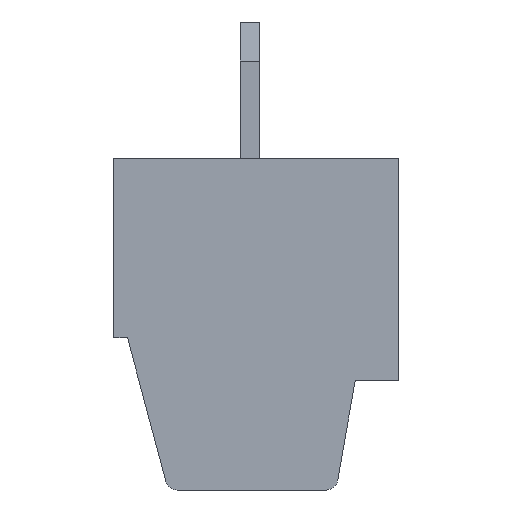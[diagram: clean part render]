
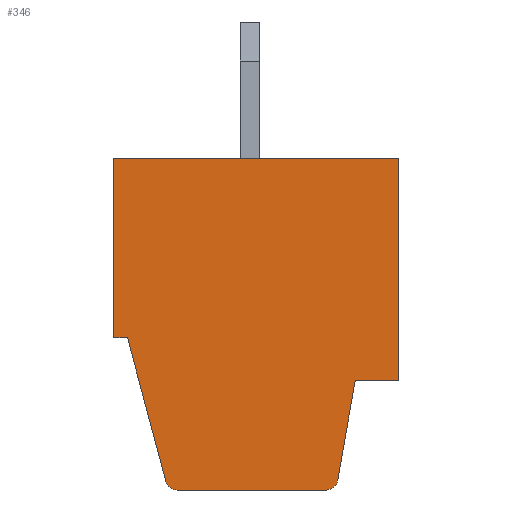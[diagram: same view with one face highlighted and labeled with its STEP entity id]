
A CAD part, left-side view. The second image highlights one B-rep face of the part: STEP entity #346.
In plain terms, the highlighted planar face has unit normal (-1, 0, 0).
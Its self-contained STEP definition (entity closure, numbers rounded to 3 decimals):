
#346 = ADVANCED_FACE( '', ( #837 ), #838, .T. );
#837 = FACE_OUTER_BOUND( '', #1504, .T. );
#838 = PLANE( '', #1505 );
#1504 = EDGE_LOOP( '', ( #2475, #2476, #2477, #2478, #2479, #2480, #2481, #2482, #2483, #2484 ) );
#1505 = AXIS2_PLACEMENT_3D( '', #2485, #2486, #2487 );
#2475 = ORIENTED_EDGE( '', *, *, #3890, .T. );
#2476 = ORIENTED_EDGE( '', *, *, #3891, .T. );
#2477 = ORIENTED_EDGE( '', *, *, #3892, .T. );
#2478 = ORIENTED_EDGE( '', *, *, #3893, .T. );
#2479 = ORIENTED_EDGE( '', *, *, #3635, .T. );
#2480 = ORIENTED_EDGE( '', *, *, #3894, .T. );
#2481 = ORIENTED_EDGE( '', *, *, #3895, .T. );
#2482 = ORIENTED_EDGE( '', *, *, #3896, .T. );
#2483 = ORIENTED_EDGE( '', *, *, #3897, .T. );
#2484 = ORIENTED_EDGE( '', *, *, #3898, .T. );
#2485 = CARTESIAN_POINT( '', ( 165.647, 169.734, -4.2 ) );
#2486 = DIRECTION( '', ( -1., 0., 0. ) );
#2487 = DIRECTION( '', ( 0., -1., 0. ) );
#3635 = EDGE_CURVE( '', #4276, #4281, #4283, .T. );
#3890 = EDGE_CURVE( '', #4704, #4705, #4706, .T. );
#3891 = EDGE_CURVE( '', #4705, #4707, #4708, .T. );
#3892 = EDGE_CURVE( '', #4707, #4709, #4710, .T. );
#3893 = EDGE_CURVE( '', #4709, #4276, #4711, .T. );
#3894 = EDGE_CURVE( '', #4281, #4712, #4713, .T. );
#3895 = EDGE_CURVE( '', #4712, #4714, #4715, .T. );
#3896 = EDGE_CURVE( '', #4714, #4716, #4717, .T. );
#3897 = EDGE_CURVE( '', #4716, #4718, #4719, .T. );
#3898 = EDGE_CURVE( '', #4718, #4704, #4720, .T. );
#4276 = VERTEX_POINT( '', #5214 );
#4281 = VERTEX_POINT( '', #5221 );
#4283 = LINE( '', #5224, #5225 );
#4704 = VERTEX_POINT( '', #5809 );
#4705 = VERTEX_POINT( '', #5810 );
#4706 = LINE( '', #5811, #5812 );
#4707 = VERTEX_POINT( '', #5813 );
#4708 = CIRCLE( '', #5814, 0.3 );
#4709 = VERTEX_POINT( '', #5815 );
#4710 = LINE( '', #5816, #5817 );
#4711 = CIRCLE( '', #5818, 0.3 );
#4712 = VERTEX_POINT( '', #5819 );
#4713 = LINE( '', #5820, #5821 );
#4714 = VERTEX_POINT( '', #5822 );
#4715 = LINE( '', #5823, #5824 );
#4716 = VERTEX_POINT( '', #5825 );
#4717 = LINE( '', #5826, #5827 );
#4718 = VERTEX_POINT( '', #5828 );
#4719 = LINE( '', #5829, #5830 );
#4720 = LINE( '', #5831, #5832 );
#5214 = CARTESIAN_POINT( '', ( 165.647, 163.991, -8.252 ) );
#5221 = CARTESIAN_POINT( '', ( 165.647, 163.541, -5.7 ) );
#5224 = CARTESIAN_POINT( '', ( 165.647, 163.541, -5.7 ) );
#5225 = VECTOR( '', #6447, 1000. );
#5809 = CARTESIAN_POINT( '', ( 165.647, 169.379, -4.6 ) );
#5810 = CARTESIAN_POINT( '', ( 165.647, 168.394, -8.278 ) );
#5811 = CARTESIAN_POINT( '', ( 165.647, 168.394, -8.278 ) );
#5812 = VECTOR( '', #6713, 1000. );
#5813 = CARTESIAN_POINT( '', ( 165.647, 168.104, -8.5 ) );
#5814 = AXIS2_PLACEMENT_3D( '', #6714, #6715, #6716 );
#5815 = CARTESIAN_POINT( '', ( 165.647, 164.286, -8.5 ) );
#5816 = CARTESIAN_POINT( '', ( 165.647, 164.286, -8.5 ) );
#5817 = VECTOR( '', #6717, 1000. );
#5818 = AXIS2_PLACEMENT_3D( '', #6718, #6719, #6720 );
#5819 = CARTESIAN_POINT( '', ( 165.647, 162.434, -5.7 ) );
#5820 = CARTESIAN_POINT( '', ( 165.647, 162.434, -5.7 ) );
#5821 = VECTOR( '', #6721, 1000. );
#5822 = CARTESIAN_POINT( '', ( 165.647, 162.434, 0. ) );
#5823 = CARTESIAN_POINT( '', ( 165.647, 162.434, 0. ) );
#5824 = VECTOR( '', #6722, 1000. );
#5825 = CARTESIAN_POINT( '', ( 165.647, 169.734, 0. ) );
#5826 = CARTESIAN_POINT( '', ( 165.647, 169.734, 0. ) );
#5827 = VECTOR( '', #6723, 1000. );
#5828 = CARTESIAN_POINT( '', ( 165.647, 169.734, -4.6 ) );
#5829 = CARTESIAN_POINT( '', ( 165.647, 169.734, -4.6 ) );
#5830 = VECTOR( '', #6724, 1000. );
#5831 = CARTESIAN_POINT( '', ( 165.647, 169.379, -4.6 ) );
#5832 = VECTOR( '', #6725, 1000. );
#6447 = DIRECTION( '', ( 0., -0.174, 0.985 ) );
#6713 = DIRECTION( '', ( 0., -0.259, -0.966 ) );
#6714 = CARTESIAN_POINT( '', ( 165.647, 168.104, -8.2 ) );
#6715 = DIRECTION( '', ( -1., 0., 0. ) );
#6716 = DIRECTION( '', ( 0., -1., 0. ) );
#6717 = DIRECTION( '', ( 0., -1., 0. ) );
#6718 = CARTESIAN_POINT( '', ( 165.647, 164.286, -8.2 ) );
#6719 = DIRECTION( '', ( -1., 0., 0. ) );
#6720 = DIRECTION( '', ( 0., -1., 0. ) );
#6721 = DIRECTION( '', ( 0., -1., 0. ) );
#6722 = DIRECTION( '', ( 0., 0., 1. ) );
#6723 = DIRECTION( '', ( 0., 1., 0. ) );
#6724 = DIRECTION( '', ( 0., 0., -1. ) );
#6725 = DIRECTION( '', ( 0., -1., 0. ) );
